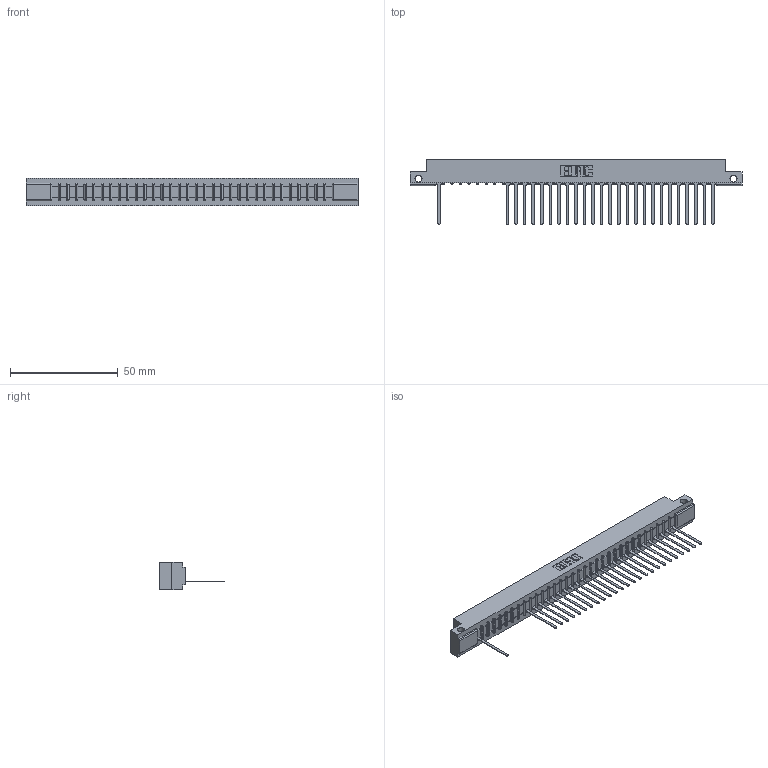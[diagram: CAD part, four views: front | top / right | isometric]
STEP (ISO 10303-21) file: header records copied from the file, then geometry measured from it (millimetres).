
FILE_DESCRIPTION (( 'STEP AP203' ), '1' );
FILE_NAME ('307-033-545-112.STEP', '2018-08-04T23:27:00', ( '' ), ( '' ), 'SwSTEP 2.0', 'SolidWorks 2016', '' );
FILE_SCHEMA (( 'CONFIG_CONTROL_DESIGN' ));
Length unit declared in the file: inch
Products named in the file (3): 307 Part_.128 Dia Side Mounting Holes; 307-290-001_545; 307-033-545-112
Assembly tree (27 placements, depth 2):
  307-033-545-112
    307 Part_.128 Dia Side Mounting Holes
    307-290-001_545  x26
Bounding box: 153.77 x 30 x 12.7 mm (x, y, z)
Volume: 15774.4 mm3; surface area: 16579.4 mm2
Topology: 27 solids, 27 shells, 1748 faces, 4983 edges, 3194 vertices
Faces by surface type: plane 1116, cylinder 564, sphere 68
Entity records: 29146 total; most frequent: CARTESIAN_POINT 4937, ORIENTED_EDGE 4930, DIRECTION 4799, EDGE_CURVE 2465, VECTOR 1887, LINE 1887, VERTEX_POINT 1594, AXIS2_PLACEMENT_3D 1456
